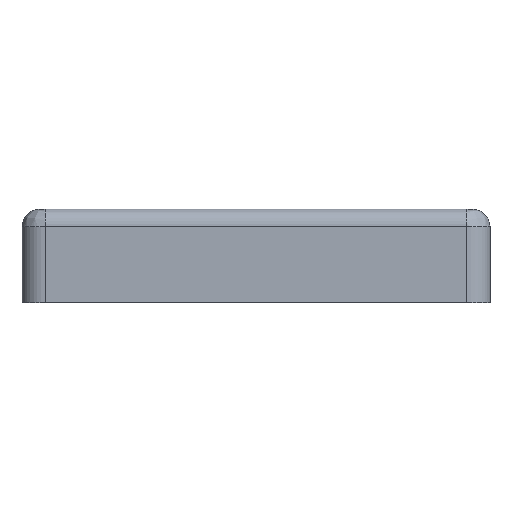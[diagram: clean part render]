
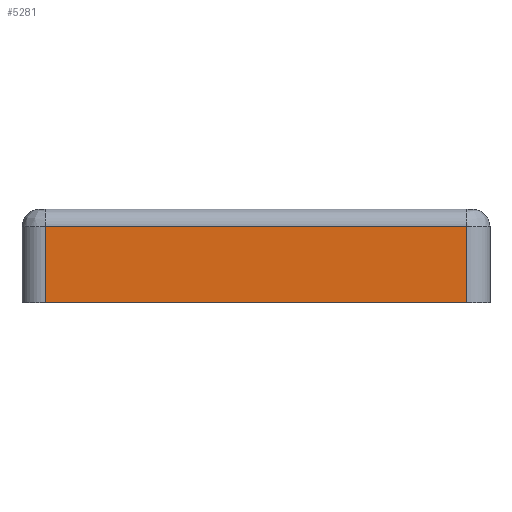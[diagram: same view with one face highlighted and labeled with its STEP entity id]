
A CAD part, front view. The second image highlights one B-rep face of the part: STEP entity #5281.
In plain terms, the highlighted planar face has unit normal (0, -1, 0).
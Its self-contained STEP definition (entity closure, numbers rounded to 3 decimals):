
#506 = VECTOR ( 'NONE', #9763, 1000. ) ;
#1021 = ORIENTED_EDGE ( 'NONE', *, *, #2140, .F. ) ;
#1043 = EDGE_CURVE ( 'NONE', #7068, #7100, #6132, .T. ) ;
#1440 = DIRECTION ( 'NONE',  ( -1., 0., 0. ) ) ;
#1494 = ORIENTED_EDGE ( 'NONE', *, *, #13148, .F. ) ;
#2140 = EDGE_CURVE ( 'NONE', #5748, #9140, #5460, .T. ) ;
#3120 = EDGE_CURVE ( 'NONE', #9140, #7068, #5278, .T. ) ;
#3622 = LINE ( 'NONE', #6159, #506 ) ;
#3630 = CARTESIAN_POINT ( 'NONE',  ( -36., -40., 16. ) ) ;
#4106 = AXIS2_PLACEMENT_3D ( 'NONE', #11547, #4463, #12720 ) ;
#4350 = CARTESIAN_POINT ( 'NONE',  ( 36., -40., 13. ) ) ;
#4463 = DIRECTION ( 'NONE',  ( 0., 1., 0. ) ) ;
#5278 = LINE ( 'NONE', #3630, #14304 ) ;
#5281 = ADVANCED_FACE ( 'NONE', ( #10870 ), #9114, .F. ) ;
#5460 = LINE ( 'NONE', #8496, #14487 ) ;
#5748 = VERTEX_POINT ( 'NONE', #6166 ) ;
#6132 = LINE ( 'NONE', #15095, #12405 ) ;
#6159 = CARTESIAN_POINT ( 'NONE',  ( 36., -40., 16. ) ) ;
#6166 = CARTESIAN_POINT ( 'NONE',  ( 36., -40., 0. ) ) ;
#6564 = EDGE_LOOP ( 'NONE', ( #11046, #14643, #1021, #1494 ) ) ;
#7068 = VERTEX_POINT ( 'NONE', #11309 ) ;
#7100 = VERTEX_POINT ( 'NONE', #4350 ) ;
#8071 = DIRECTION ( 'NONE',  ( 1., 0., 0. ) ) ;
#8496 = CARTESIAN_POINT ( 'NONE',  ( -40., -40., 0. ) ) ;
#8792 = CARTESIAN_POINT ( 'NONE',  ( -36., -40., 0. ) ) ;
#9114 = PLANE ( 'NONE',  #4106 ) ;
#9140 = VERTEX_POINT ( 'NONE', #8792 ) ;
#9763 = DIRECTION ( 'NONE',  ( 0., 0., -1. ) ) ;
#10870 = FACE_OUTER_BOUND ( 'NONE', #6564, .T. ) ;
#11046 = ORIENTED_EDGE ( 'NONE', *, *, #1043, .F. ) ;
#11309 = CARTESIAN_POINT ( 'NONE',  ( -36., -40., 13. ) ) ;
#11547 = CARTESIAN_POINT ( 'NONE',  ( 40., -40., 16. ) ) ;
#11867 = DIRECTION ( 'NONE',  ( 0., 0., 1. ) ) ;
#12405 = VECTOR ( 'NONE', #8071, 1000. ) ;
#12720 = DIRECTION ( 'NONE',  ( 0., 0., 1. ) ) ;
#13148 = EDGE_CURVE ( 'NONE', #7100, #5748, #3622, .T. ) ;
#14304 = VECTOR ( 'NONE', #11867, 1000. ) ;
#14487 = VECTOR ( 'NONE', #1440, 1000. ) ;
#14643 = ORIENTED_EDGE ( 'NONE', *, *, #3120, .F. ) ;
#15095 = CARTESIAN_POINT ( 'NONE',  ( -40., -40., 13. ) ) ;
